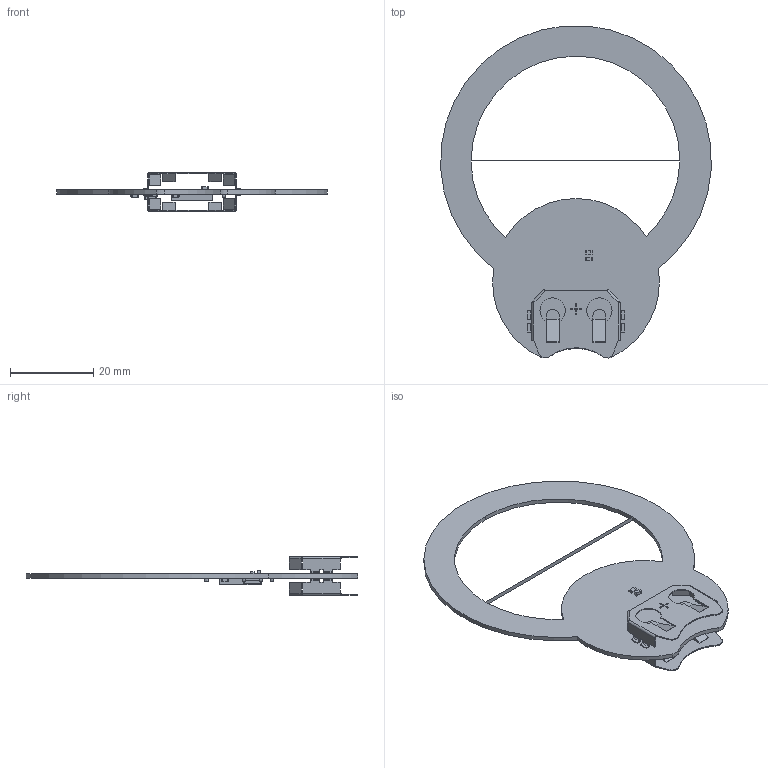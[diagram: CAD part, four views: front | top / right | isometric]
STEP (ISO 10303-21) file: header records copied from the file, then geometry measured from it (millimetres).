
FILE_DESCRIPTION(('Open CASCADE Model'),'2;1');
FILE_NAME('Open CASCADE Shape Model','2019-06-03T12:14:46',('Author'),( 'Open CASCADE'),'Open CASCADE STEP processor 6.8','Open CASCADE 6.8' ,'Unknown');
FILE_SCHEMA(('AUTOMOTIVE_DESIGN { 1 0 10303 214 1 1 1 1 }'));
Length unit declared in the file: millimetre
Products named in the file (1): PCB
Bounding box: 64.89 x 79.65 x 9.31 mm (x, y, z)
Volume: 2607.9 mm3; surface area: 6903.5 mm2
Topology: 28 solids, 148 shells, 983 faces, 2613 edges, 1678 vertices
Faces by surface type: plane 493, cylinder 254, sphere 128, bspline 108
Entity records: 34277 total; most frequent: CARTESIAN_POINT 10307, DIRECTION 4633, ORIENTED_EDGE 4310, EDGE_CURVE 2485, VERTEX_POINT 1678, LINE 1609, VECTOR 1609, AXIS2_PLACEMENT_3D 1512
